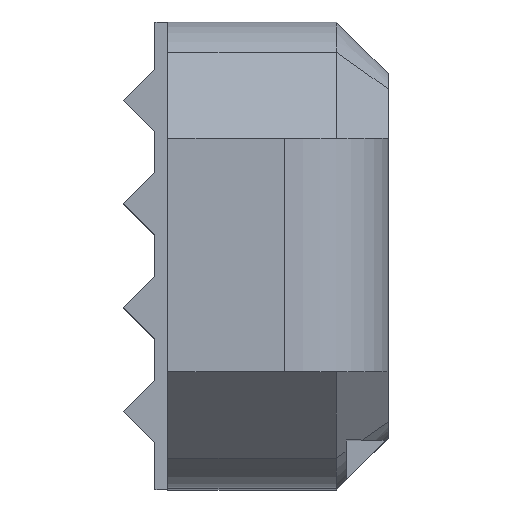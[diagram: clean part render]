
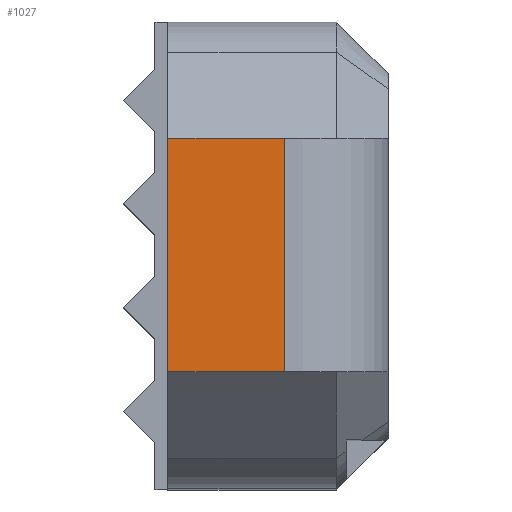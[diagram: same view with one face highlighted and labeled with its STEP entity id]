
A CAD part, top view. The second image highlights one B-rep face of the part: STEP entity #1027.
In plain terms, the highlighted planar face has unit normal (0, 0, 1).
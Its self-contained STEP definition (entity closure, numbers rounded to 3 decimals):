
#42=PLANE('',#1112);
#90=FACE_OUTER_BOUND('',#148,.T.);
#148=EDGE_LOOP('',(#817,#818,#819,#820));
#203=LINE('',#1498,#325);
#207=LINE('',#1507,#329);
#238=LINE('',#1584,#360);
#241=LINE('',#1589,#363);
#325=VECTOR('',#1201,10.);
#329=VECTOR('',#1209,10.);
#360=VECTOR('',#1284,10.);
#363=VECTOR('',#1289,10.);
#478=VERTEX_POINT('',#1495);
#479=VERTEX_POINT('',#1497);
#482=VERTEX_POINT('',#1505);
#503=VERTEX_POINT('',#1583);
#577=EDGE_CURVE('',#478,#479,#203,.T.);
#582=EDGE_CURVE('',#478,#482,#207,.T.);
#619=EDGE_CURVE('',#503,#479,#238,.T.);
#622=EDGE_CURVE('',#482,#503,#241,.T.);
#817=ORIENTED_EDGE('',*,*,#577,.F.);
#818=ORIENTED_EDGE('',*,*,#582,.T.);
#819=ORIENTED_EDGE('',*,*,#622,.T.);
#820=ORIENTED_EDGE('',*,*,#619,.T.);
#1027=ADVANCED_FACE('',(#90),#42,.T.);
#1112=AXIS2_PLACEMENT_3D('',#1588,#1287,#1288);
#1201=DIRECTION('',(0.,-1.,0.));
#1209=DIRECTION('',(-1.,0.,0.));
#1284=DIRECTION('',(1.,0.,0.));
#1287=DIRECTION('center_axis',(0.,0.,1.));
#1288=DIRECTION('ref_axis',(1.,0.,0.));
#1289=DIRECTION('',(0.,-1.,0.));
#1495=CARTESIAN_POINT('',(8.25,1.109,-17.974));
#1497=CARTESIAN_POINT('',(8.25,-3.391,-17.974));
#1498=CARTESIAN_POINT('',(8.25,-3.391,-17.974));
#1505=CARTESIAN_POINT('',(6.,1.109,-17.974));
#1507=CARTESIAN_POINT('',(10.,1.109,-17.974));
#1583=CARTESIAN_POINT('',(6.,-3.391,-17.974));
#1584=CARTESIAN_POINT('',(10.,-3.391,-17.974));
#1588=CARTESIAN_POINT('Origin',(10.,-5.641,-17.974));
#1589=CARTESIAN_POINT('',(6.,-5.641,-17.974));
